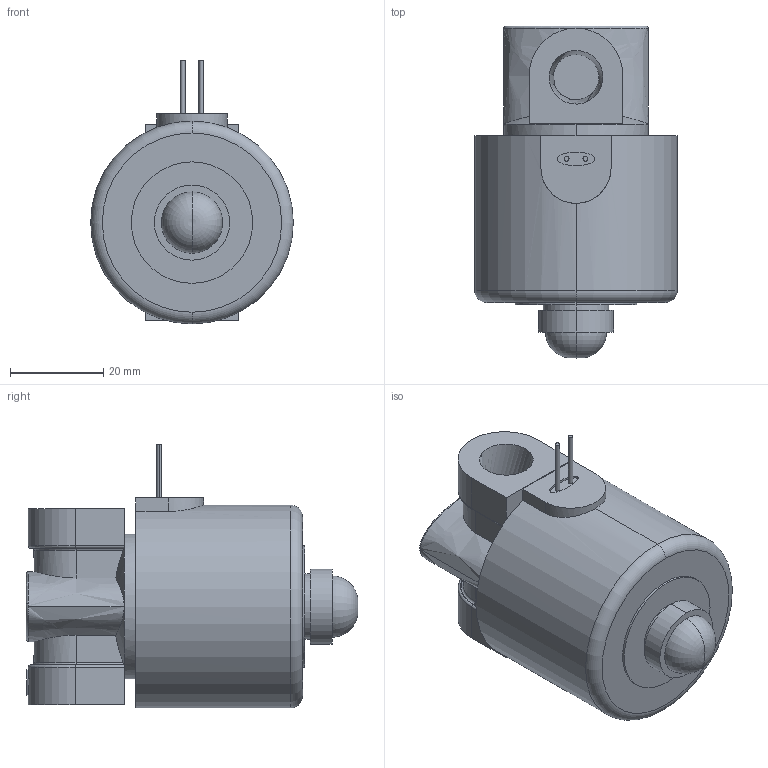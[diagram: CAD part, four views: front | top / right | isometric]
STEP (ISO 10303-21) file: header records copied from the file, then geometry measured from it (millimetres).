
FILE_DESCRIPTION (( 'STEP AP214' ), '1' );
FILE_NAME ('2WG025.STEP', '2024-10-29T05:44:19', ( '微软用户' ), ( '微软中国' ), 'SwSTEP 2.0', 'SolidWorks 2016', '' );
FILE_SCHEMA (( 'AUTOMOTIVE_DESIGN' ));
Length unit declared in the file: millimetre
Products named in the file (1): 2WG025
Bounding box: 43.4 x 71.07 x 56.5 mm (x, y, z)
Volume: 71320.2 mm3; surface area: 13036.8 mm2
Topology: 1 solids, 1 shells, 144 faces, 353 edges, 227 vertices
Faces by surface type: plane 61, bspline 36, cylinder 35, torus 8, sphere 4
Entity records: 6659 total; most frequent: CARTESIAN_POINT 3022, ORIENTED_EDGE 702, DIRECTION 591, EDGE_CURVE 351, VERTEX_POINT 227, AXIS2_PLACEMENT_3D 211, LINE 169, VECTOR 169
